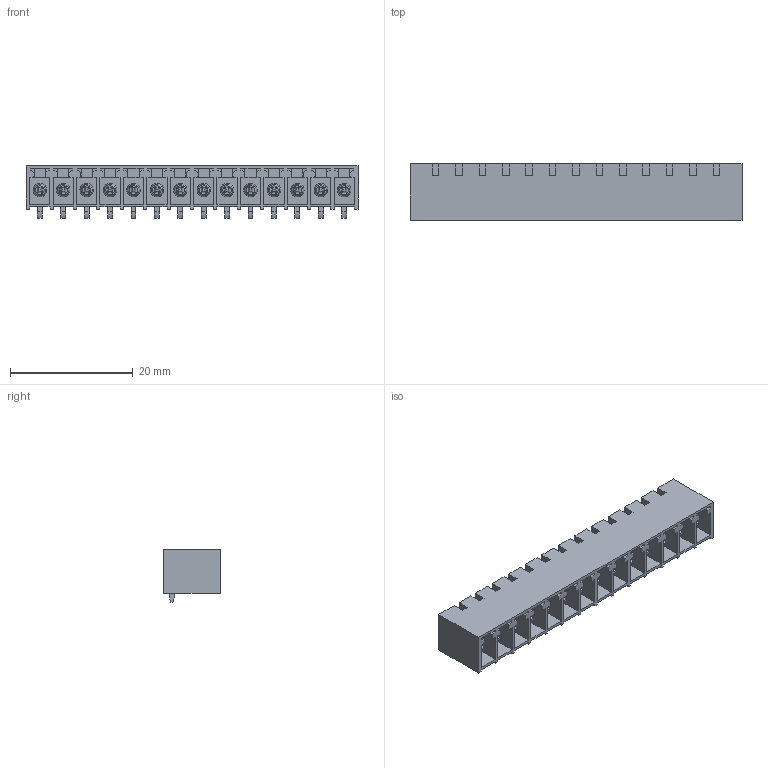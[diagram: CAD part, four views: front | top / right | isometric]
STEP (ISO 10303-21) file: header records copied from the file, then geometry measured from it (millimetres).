
FILE_DESCRIPTION(('CATIA V5 STEP Exchange','CAx-IF Rec.Pracs.--- Model Styling and Organization---1.2---2011-12-15'),'2;1');
FILE_NAME ('D1457674_0_1863110000_1863110000.stp','2018-10-16T12:56:58+00:00',('none'),('Weidmueller'),'CATIA Version 5-6 Release 2014','CATIA V5 STEP AP214','none');
FILE_SCHEMA(('AUTOMOTIVE_DESIGN { 1 0 10303 214 1 1 1 1 }'));
Length unit declared in the file: millimetre
Products named in the file (1): 1863110000
Bounding box: 54.03 x 9.2 x 8.57 mm (x, y, z)
Volume: 1339.6 mm3; surface area: 5053 mm2
Topology: 15 solids, 15 shells, 1026 faces, 2942 edges, 1988 vertices
Faces by surface type: plane 776, cylinder 194, torus 28, cone 28
Entity records: 30403 total; most frequent: ORIENTED_EDGE 5884, CARTESIAN_POINT 5595, DIRECTION 3878, EDGE_CURVE 2942, VECTOR 2442, LINE 2442, VERTEX_POINT 1988, EDGE_LOOP 1096
